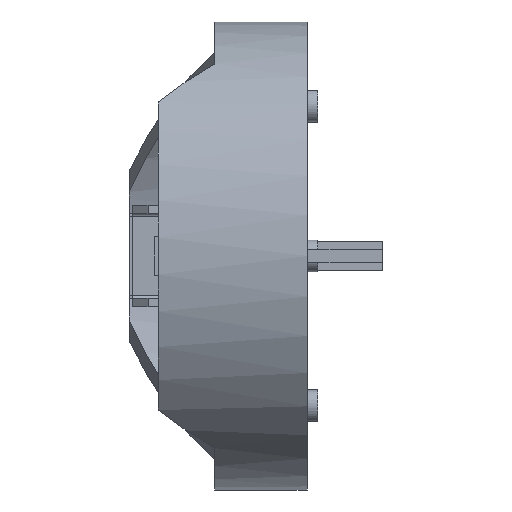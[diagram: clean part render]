
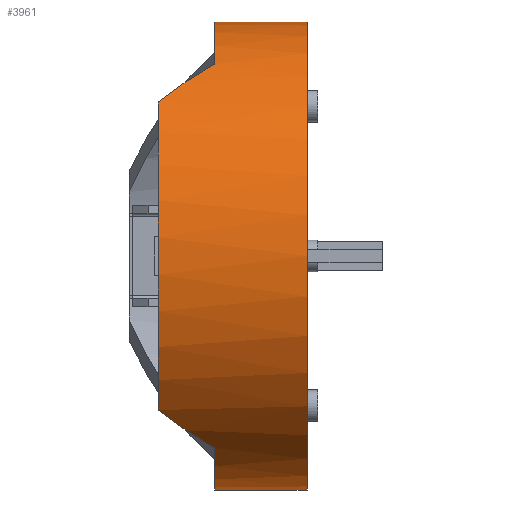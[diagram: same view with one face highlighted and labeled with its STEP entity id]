
A CAD part, left-side view. The second image highlights one B-rep face of the part: STEP entity #3961.
In plain terms, the highlighted cylindrical face has radius 11.176 mm (diameter 22.352 mm), a partial arc.
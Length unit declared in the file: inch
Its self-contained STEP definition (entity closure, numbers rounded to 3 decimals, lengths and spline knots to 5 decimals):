
#138 = DIRECTION ( 'NONE',  ( 0., 0., 1. ) ) ;
#277 = DIRECTION ( 'NONE',  ( 0., 1., 0. ) ) ;
#357 = CIRCLE ( 'NONE', #1702, 0.44 ) ;
#479 = DIRECTION ( 'NONE',  ( 0., -1., 0. ) ) ;
#569 = VECTOR ( 'NONE', #1015, 39.37008 ) ;
#758 = CARTESIAN_POINT ( 'NONE',  ( -0.25126, 0.194, -0.3612 ) ) ;
#814 = ORIENTED_EDGE ( 'NONE', *, *, #1233, .T. ) ;
#877 = CARTESIAN_POINT ( 'NONE',  ( 0., 0.354, -0.44 ) ) ;
#956 = CARTESIAN_POINT ( 'NONE',  ( -0.3312, 0.3, -0.28967 ) ) ;
#983 = LINE ( 'NONE', #877, #1473 ) ;
#1015 = DIRECTION ( 'NONE',  ( 0., -1., 0. ) ) ;
#1075 = ORIENTED_EDGE ( 'NONE', *, *, #2963, .F. ) ;
#1096 = VERTEX_POINT ( 'NONE', #4876 ) ;
#1145 = VERTEX_POINT ( 'NONE', #758 ) ;
#1233 = EDGE_CURVE ( 'NONE', #4225, #3638, #983, .T. ) ;
#1313 = ORIENTED_EDGE ( 'NONE', *, *, #5800, .F. ) ;
#1457 = DIRECTION ( 'NONE',  ( 0., -1., 0. ) ) ;
#1473 = VECTOR ( 'NONE', #1719, 39.37008 ) ;
#1652 = DIRECTION ( 'NONE',  ( 0., 0., -1. ) ) ;
#1702 = AXIS2_PLACEMENT_3D ( 'NONE', #2878, #277, #1652 ) ;
#1719 = DIRECTION ( 'NONE',  ( 0., -1., 0. ) ) ;
#2074 = VERTEX_POINT ( 'NONE', #2651 ) ;
#2208 = FACE_OUTER_BOUND ( 'NONE', #4835, .T. ) ;
#2385 = CARTESIAN_POINT ( 'NONE',  ( -0.30754, 0.26543, -0.31672 ) ) ;
#2432 = DIRECTION ( 'NONE',  ( 0., 0., -1. ) ) ;
#2636 = CARTESIAN_POINT ( 'NONE',  ( 0., 0.02, 0.44 ) ) ;
#2651 = CARTESIAN_POINT ( 'NONE',  ( -0.3312, 0.3, -0.28967 ) ) ;
#2797 = DIRECTION ( 'NONE',  ( 0., 0., -1. ) ) ;
#2875 = EDGE_CURVE ( 'NONE', #5860, #5847, #4354, .T. ) ;
#2878 = CARTESIAN_POINT ( 'NONE',  ( 0., 0.3, 0. ) ) ;
#2880 = CARTESIAN_POINT ( 'NONE',  ( 0., 0.354, 0.44 ) ) ;
#2963 = EDGE_CURVE ( 'NONE', #1096, #5847, #5810, .T. ) ;
#2964 = DIRECTION ( 'NONE',  ( 0., -1., 0. ) ) ;
#3060 = CARTESIAN_POINT ( 'NONE',  ( 0., 0.194, -0.44 ) ) ;
#3321 = EDGE_CURVE ( 'NONE', #5860, #4443, #3537, .T. ) ;
#3504 = CARTESIAN_POINT ( 'NONE',  ( -0.25126, 0.194, 0.3612 ) ) ;
#3537 = LINE ( 'NONE', #2880, #569 ) ;
#3544 = CARTESIAN_POINT ( 'NONE',  ( 0., 0.02, -0.44 ) ) ;
#3638 = VERTEX_POINT ( 'NONE', #3544 ) ;
#3644 = CARTESIAN_POINT ( 'NONE',  ( -0.3312, 0.3, 0.28967 ) ) ;
#3784 = AXIS2_PLACEMENT_3D ( 'NONE', #5193, #3809, #4757 ) ;
#3809 = DIRECTION ( 'NONE',  ( 0., 1., 0. ) ) ;
#3872 = ORIENTED_EDGE ( 'NONE', *, *, #2875, .T. ) ;
#3895 = CIRCLE ( 'NONE', #3784, 0.44 ) ;
#3936 = EDGE_CURVE ( 'NONE', #4225, #1145, #3895, .T. ) ;
#3952 = CARTESIAN_POINT ( 'NONE',  ( 0., 0.194, 0.44 ) ) ;
#3961 = ADVANCED_FACE ( 'NONE', ( #2208 ), #4489, .T. ) ;
#4096 = ORIENTED_EDGE ( 'NONE', *, *, #3936, .F. ) ;
#4111 = CARTESIAN_POINT ( 'NONE',  ( -0.28076, 0.22992, 0.34068 ) ) ;
#4204 = ORIENTED_EDGE ( 'NONE', *, *, #4275, .F. ) ;
#4225 = VERTEX_POINT ( 'NONE', #3060 ) ;
#4268 =( BOUNDED_CURVE ( )  B_SPLINE_CURVE ( 3, ( #956, #2385, #5157, #5611 ),
 .UNSPECIFIED., .F., .F. ) 
 B_SPLINE_CURVE_WITH_KNOTS ( ( 4, 4 ),
 ( 4.43616, 4.68057 ),
 .UNSPECIFIED. ) 
 CURVE ( )  GEOMETRIC_REPRESENTATION_ITEM ( )  RATIONAL_B_SPLINE_CURVE ( ( 1., 0.995, 0.995, 1. ) ) 
 REPRESENTATION_ITEM ( '' )  );
#4275 = EDGE_CURVE ( 'NONE', #4443, #3638, #4702, .T. ) ;
#4354 = CIRCLE ( 'NONE', #5025, 0.44 ) ;
#4443 = VERTEX_POINT ( 'NONE', #2636 ) ;
#4489 = CYLINDRICAL_SURFACE ( 'NONE', #4860, 0.44 ) ;
#4581 = CARTESIAN_POINT ( 'NONE',  ( -0.25126, 0.194, 0.3612 ) ) ;
#4622 = CARTESIAN_POINT ( 'NONE',  ( -0.30754, 0.26543, 0.31672 ) ) ;
#4648 = CARTESIAN_POINT ( 'NONE',  ( 0., 0.194, 0. ) ) ;
#4702 = CIRCLE ( 'NONE', #4776, 0.44 ) ;
#4744 = EDGE_CURVE ( 'NONE', #2074, #1145, #4268, .T. ) ;
#4757 = DIRECTION ( 'NONE',  ( 0., 0., 1. ) ) ;
#4776 = AXIS2_PLACEMENT_3D ( 'NONE', #5306, #2964, #2432 ) ;
#4815 = ORIENTED_EDGE ( 'NONE', *, *, #4744, .T. ) ;
#4835 = EDGE_LOOP ( 'NONE', ( #4096, #814, #4204, #5960, #3872, #1075, #1313, #4815 ) ) ;
#4860 = AXIS2_PLACEMENT_3D ( 'NONE', #5217, #1457, #138 ) ;
#4876 = CARTESIAN_POINT ( 'NONE',  ( -0.3312, 0.3, 0.28967 ) ) ;
#5025 = AXIS2_PLACEMENT_3D ( 'NONE', #4648, #479, #2797 ) ;
#5157 = CARTESIAN_POINT ( 'NONE',  ( -0.28076, 0.22992, -0.34068 ) ) ;
#5193 = CARTESIAN_POINT ( 'NONE',  ( 0., 0.194, 0. ) ) ;
#5217 = CARTESIAN_POINT ( 'NONE',  ( 0., 0.354, 0. ) ) ;
#5306 = CARTESIAN_POINT ( 'NONE',  ( 0., 0.02, 0. ) ) ;
#5611 = CARTESIAN_POINT ( 'NONE',  ( -0.25126, 0.194, -0.3612 ) ) ;
#5800 = EDGE_CURVE ( 'NONE', #2074, #1096, #357, .T. ) ;
#5810 =( BOUNDED_CURVE ( )  B_SPLINE_CURVE ( 3, ( #3644, #4622, #4111, #4581 ),
 .UNSPECIFIED., .F., .F. ) 
 B_SPLINE_CURVE_WITH_KNOTS ( ( 4, 4 ),
 ( 4.43616, 4.68057 ),
 .UNSPECIFIED. ) 
 CURVE ( )  GEOMETRIC_REPRESENTATION_ITEM ( )  RATIONAL_B_SPLINE_CURVE ( ( 1., 0.995, 0.995, 1. ) ) 
 REPRESENTATION_ITEM ( '' )  );
#5847 = VERTEX_POINT ( 'NONE', #3504 ) ;
#5860 = VERTEX_POINT ( 'NONE', #3952 ) ;
#5960 = ORIENTED_EDGE ( 'NONE', *, *, #3321, .F. ) ;
